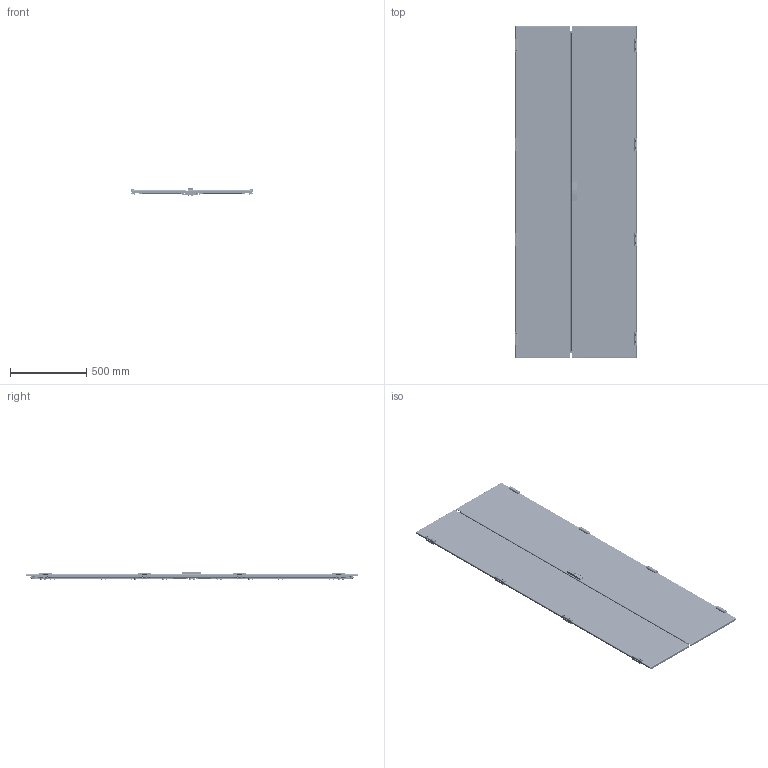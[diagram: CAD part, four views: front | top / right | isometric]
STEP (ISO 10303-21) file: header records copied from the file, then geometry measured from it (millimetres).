
FILE_DESCRIPTION (( 'STEP AP203' ), '1' );
FILE_NAME ('UR88307222080 Äâåðü ãëóõàÿ äâóõñòâîð÷àòàÿ RS52 220.80 ÍÏ ÍÇÌ (000.801.692).STEP', '2022-04-11T12:05:55', ( '' ), ( '' ), 'SwSTEP 2.0', 'SolidWorks 2017', '' );
FILE_SCHEMA (( 'CONFIG_CONTROL_DESIGN' ));
Length unit declared in the file: millimetre
Products named in the file (65): 000.231.065 Ðàìà óñèëèâàþùàÿ RS52_20 (220.40); Çàêëåïêà òÿãîâàÿ ãëóõàÿ_4,8å12_6¬¬; Âèíò DIN 7500 C TORX_Œ5å16; 000.203.353 Äâåðü ïðàâàÿ RS52 220.00 ÍÏ ÍÌÇ_220x80; 029-456 Ñîåäèíèòåëü óãëîâîé ðàìêè äâåðè RS52 ÃË; 028-98 Ñêîáà; 025-245 Ïëàíêà çàïîðíàÿ LC3_04 (220.00); 000.800.086 Ïëàíêà çàïîðíàÿ LC3_04 (220.00); 050-61 鎗鵻罻; Óïëîòíèòåëü PS-019 (16x5) óïîðà äâåðè RS52; Øïèëüêà ðåçüáîâàÿ Ì6_Œ6å12; 嵑殧趌6402_5; 016-95 Øòûðü ïåòëè íàðóæíîé LC3; 000.800.124 Ìåõàíèçì çàïîðíûé äâóõñòâîð÷àòîé äâåðè RS52_01; 028-135 Ñêîáà; 037-53 Âíóòðåííÿÿ ÷àñòü ïåòëè íàðóæíîé; Øàéáà 6402 Ò_Œ6; Âèíò DIN 7984 TORX_Œ5å10; Âèíò DIN 7500 C TORX_Œ5å12; UR88307222080 Äâåðü ãëóõàÿ äâóõñòâîð÷àòàÿ RS52 220.80 ÍÏ ÍÇÌ (000.801.692); 000.800.087 Ïëàíêà çàïîðíàÿ LC3_04 (220.00); 000.800.075 Ïåòëÿ íàðóæíàÿ LC3_‡ ªàëâ®; 028-132 Òÿãà ïëîñêàÿ_00 (¢¥àå­ïï); Óïëîòíèòåëü òèï Å äâåðè ëåâîé RS52; MS896 Çàìîê-íàêëàäêà îñíîâíàÿ äëÿ LC_‡ ªàëâ®; Øïèëüêà ðåçüáîâàÿ ñ î÷èñòêîé îò êðàñêè_Œ6å12; 054-200 Ñòîéêà äâåðè RS52_05 (220.00); 024-453 砑僔蠂縺; 000.169.189 Êðîíøòåéí â ñáîðå; 054-265 砐櫇謥玁縺 襠_00; 000.169.194 Óïîð äâåðè; 054-264 栺鍣罻 襠_05; Çàêëåïêà òÿãîâàÿ ãëóõàÿ_4,8å10_5¬¬; 000.210.656 Îñíîâàíèå äâåðè ïðàâîé RS52 220.00 ÍÏ ÍÌÇ_220å80; 028-142 ﾒ聰_-01 (220); Øïèëüêà çàçåìëåíèÿ CKF CS_Œ6å16; Ãàéêà øåñòèãðàííàÿ âûñîêàÿ ñàìîñòîïîðÿùàÿñÿ ñ ôëàíöåì ÃÎÑÒ ISO 7043_Œ6; Óïëîòíèòåëü ÏÏÓ äëÿ äâåðè ïðàâîé LC3_15 (220å40); 025-244 Ïëàíêà çàïîðíàÿ LC3_04 (220.00); Âèíò ISO 10642 TX_Œ5å16 ...
Assembly tree (295 placements, depth 5):
  UR88307222080 Äâåðü ãëóõàÿ äâóõñòâîð÷àòàÿ RS52 220.80 ÍÏ ÍÇÌ (000.801.692)
    000.169.195 Óïîð äâåðè  x2
      000.169.194 Óïîð äâåðè
        024-453 砑僔蠂縺
        040-228 Ñêîáà
      Óïëîòíèòåëü PS-019 (16x5) óïîðà äâåðè RS52
    Âèíò DIN 7500 C TORX_Œ5å12  x4
    Âèíò ISO 10642 TX_Œ5å16  x16
    000.800.075 Ïåòëÿ íàðóæíàÿ LC3_‡ ªàëâ®  x8
      037-53 Âíóòðåííÿÿ ÷àñòü ïåòëè íàðóæíîé
      037-54 Âíåøíÿÿ ÷àñòü ïåòëè íàðóæíîé
      048-07 Ïðóæèíà ïåòëè íàðóæíîé çàæèìíàÿ
      016-95 Øòûðü ïåòëè íàðóæíîé LC3
    Âèíò DIN 7984 TORX_Œ5å10  x16
    000.203.352 Äâåðü ëåâàÿ RS52 220.00 ÍÏ ÍÌÇ_(220å80)
      000.210.655 Îñíîâàíèå äâåðè ëåâîé RS52 220.00 ÍÏ ÍÌÇ_220å80
        012-2139 Ïàíåëü äâåðè ëåâîé RS52 220.00 ÍÏ ÍÌÇ_00 (220å80)
        Øïèëüêà ðåçüáîâàÿ Ì6_Œ5å12  x24
        Øïèëüêà çàçåìëåíèÿ CKF CS_Œ6å16  x2
      000.231.045 Ðàìà óñèëèâàþùàÿ RS52_20 (220.40)
        054-200 Ñòîéêà äâåðè RS52_05 (220.00)  x2
        054-201 Ïîïåðå÷èíà äâåðè RS52_00 (00.40)  x2
        029-373 Ñîåäèíèòåëü óãëîâîé ðàìêè äâåðè RS52  x4
        Âèíò DIN 7500 C TORX_Œ5å16  x8
      Ãàéêà Ýðèêñîíà Ì5 ñ ïëîñêîé ãîëîâêîé  x10
      Óïëîòíèòåëü ÏÏÓ äëÿ äâåðè ëåâîé LC3_15 (220å40)
      028-135 Ñêîáà  x4
      Çàêëåïêà ðåçüáîâàÿ óìåíüøåííûé áîðòèê øåñòèãðàííàÿ_Œ5å14  x8
      Âèíò ISO 10642 TX_Œ5å16  x8
      Óïëîòíèòåëü òèï Å äâåðè ëåâîé RS52  x2
      000.169.189 Êðîíøòåéí â ñáîðå  x6
        026-877 赶鎀鍧
        Øïèëüêà ðåçüáîâàÿ ñ î÷èñòêîé îò êðàñêè_Œ6å12
      Ãàéêà øåñòèãðàííàÿ âûñîêàÿ ñàìîñòîïîðÿùàÿñÿ ñ ôëàíöåì ÃÎÑÒ ISO 7043_Œ6  x6
      蹴濋趌5915_M5  x14
      嵑殧趌11371_5  x15
      嵑殧趌6402_5  x14
      Øàéáà 6402 Ò_Œ6  x6
      050-61 鎗鵻罻  x6
      000.800.124 Ìåõàíèçì çàïîðíûé äâóõñòâîð÷àòîé äâåðè RS52_01
        028-142 ﾒ聰_-01 (220)  x2
        000.800.123 Ìåõàíèçì çàïîðíûé RS52_‡ ªàëâ®
          028-132 Òÿãà ïëîñêàÿ_00 (¢¥àå­ïï)
          028-132 Òÿãà ïëîñêàÿ_01 (­¨¦­ïï)
          064-14 ﾘ琺矜  x3
          Çàêëåïêà òÿãîâàÿ ãëóõàÿ_4,8å12_6¬¬  x3
          026-790 Óãîëîê çàïîðíîãî ìåõàíèçìà
          028-149 Ðû÷àã íîâûé
        Çàêëåïêà òÿãîâàÿ ãëóõàÿ_4,8å10_5¬¬  x2
        嵑殧趌11371_5  x2
    000.203.353 Äâåðü ïðàâàÿ RS52 220.00 ÍÏ ÍÌÇ_220x80
      000.210.656 Îñíîâàíèå äâåðè ïðàâîé RS52 220.00 ÍÏ ÍÌÇ_220å80
        012-2140 Ïàíåëü äâåðè ïðàâîé RS52 220.00 ÍÏ ÍÌÇ_220x80
        Øïèëüêà ðåçüáîâàÿ Ì6_Œ5å12  x10
        Øïèëüêà çàçåìëåíèÿ CKF CS_Œ6å16  x2
        Øïèëüêà ðåçüáîâàÿ Ì6_Œ6å12  x6
      MS896 Çàìîê-íàêëàäêà îñíîâíàÿ äëÿ LC_‡ ªàëâ®
      Âèíò ISO 10642 TX_Œ5å10  x2
      040-172 Ïëàíêà çàïîðíàÿ_00
      000.800.086 Ïëàíêà çàïîðíàÿ LC3_04 (220.00)
Bounding box: 805 x 2184 x 55 mm (x, y, z)
Volume: 5999124.9 mm3; surface area: 6050903.4 mm2
Topology: 334 solids, 338 shells, 11380 faces, 28713 edges, 17989 vertices
Faces by surface type: cylinder 4880, plane 4382, cone 1064, torus 596, bspline 408, sphere 50
Entity records: 103994 total; most frequent: CARTESIAN_POINT 21577, DIRECTION 15417, ORIENTED_EDGE 13696, EDGE_CURVE 6851, AXIS2_PLACEMENT_3D 5914, VERTEX_POINT 4296, VECTOR 3589, LINE 3589
